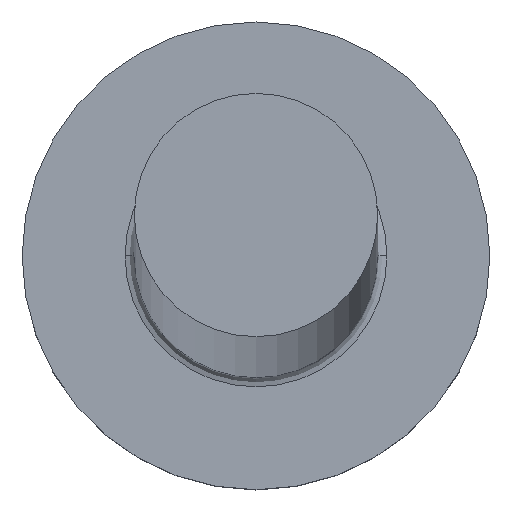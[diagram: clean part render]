
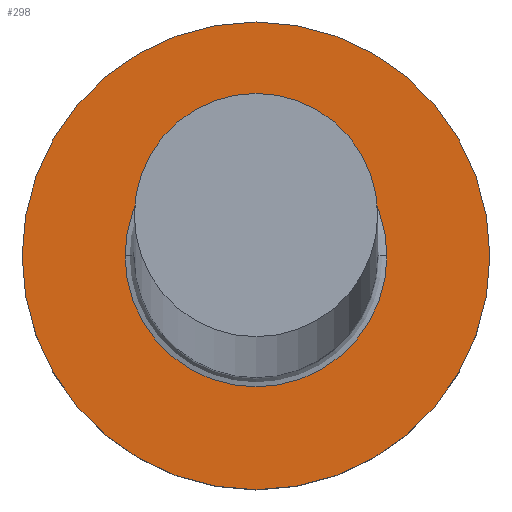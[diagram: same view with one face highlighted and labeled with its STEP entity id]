
A CAD part, top view. The second image highlights one B-rep face of the part: STEP entity #298.
In plain terms, the highlighted planar face has unit normal (0, 0, 1).
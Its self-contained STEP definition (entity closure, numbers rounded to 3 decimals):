
#18 = EDGE_LOOP ( 'NONE', ( #189, #303 ) ) ;
#19 = EDGE_CURVE ( 'NONE', #102, #302, #151, .T. ) ;
#32 = CARTESIAN_POINT ( 'NONE',  ( 5., 0., 3. ) ) ;
#33 = DIRECTION ( 'NONE',  ( 1., 0., 0. ) ) ;
#40 = VERTEX_POINT ( 'NONE', #144 ) ;
#48 = EDGE_CURVE ( 'NONE', #166, #40, #88, .T. ) ;
#53 = FACE_OUTER_BOUND ( 'NONE', #254, .T. ) ;
#54 = CARTESIAN_POINT ( 'NONE',  ( 0., 0., 3. ) ) ;
#57 = CIRCLE ( 'NONE', #248, 2.8 ) ;
#62 = AXIS2_PLACEMENT_3D ( 'NONE', #244, #270, #284 ) ;
#65 = DIRECTION ( 'NONE',  ( 0., 0., -1. ) ) ;
#69 = ORIENTED_EDGE ( 'NONE', *, *, #19, .T. ) ;
#78 = CARTESIAN_POINT ( 'NONE',  ( -5., 0., 3. ) ) ;
#84 = CIRCLE ( 'NONE', #62, 5. ) ;
#87 = AXIS2_PLACEMENT_3D ( 'NONE', #307, #115, #96 ) ;
#88 = CIRCLE ( 'NONE', #208, 2.8 ) ;
#96 = DIRECTION ( 'NONE',  ( 1., 0., 0. ) ) ;
#102 = VERTEX_POINT ( 'NONE', #78 ) ;
#108 = DIRECTION ( 'NONE',  ( 1., 0., 0. ) ) ;
#113 = PLANE ( 'NONE',  #300 ) ;
#115 = DIRECTION ( 'NONE',  ( 0., 0., 1. ) ) ;
#128 = DIRECTION ( 'NONE',  ( 0., 0., 1. ) ) ;
#144 = CARTESIAN_POINT ( 'NONE',  ( 2.8, 0., 3. ) ) ;
#148 = CARTESIAN_POINT ( 'NONE',  ( -2.8, 0., 3. ) ) ;
#151 = CIRCLE ( 'NONE', #87, 5. ) ;
#152 = DIRECTION ( 'NONE',  ( 0., 0., -1. ) ) ;
#163 = DIRECTION ( 'NONE',  ( 1., 0., 0. ) ) ;
#166 = VERTEX_POINT ( 'NONE', #148 ) ;
#176 = FACE_BOUND ( 'NONE', #18, .T. ) ;
#185 = EDGE_CURVE ( 'NONE', #302, #102, #84, .T. ) ;
#189 = ORIENTED_EDGE ( 'NONE', *, *, #240, .T. ) ;
#208 = AXIS2_PLACEMENT_3D ( 'NONE', #236, #65, #163 ) ;
#236 = CARTESIAN_POINT ( 'NONE',  ( 0., 0., 3. ) ) ;
#240 = EDGE_CURVE ( 'NONE', #40, #166, #57, .T. ) ;
#244 = CARTESIAN_POINT ( 'NONE',  ( 0., 0., 3. ) ) ;
#248 = AXIS2_PLACEMENT_3D ( 'NONE', #54, #152, #33 ) ;
#254 = EDGE_LOOP ( 'NONE', ( #69, #285 ) ) ;
#265 = CARTESIAN_POINT ( 'NONE',  ( 0., 0., 3. ) ) ;
#270 = DIRECTION ( 'NONE',  ( 0., 0., 1. ) ) ;
#284 = DIRECTION ( 'NONE',  ( 1., 0., 0. ) ) ;
#285 = ORIENTED_EDGE ( 'NONE', *, *, #185, .T. ) ;
#298 = ADVANCED_FACE ( 'NONE', ( #176, #53 ), #113, .T. ) ;
#300 = AXIS2_PLACEMENT_3D ( 'NONE', #265, #128, #108 ) ;
#302 = VERTEX_POINT ( 'NONE', #32 ) ;
#303 = ORIENTED_EDGE ( 'NONE', *, *, #48, .T. ) ;
#307 = CARTESIAN_POINT ( 'NONE',  ( 0., 0., 3. ) ) ;
